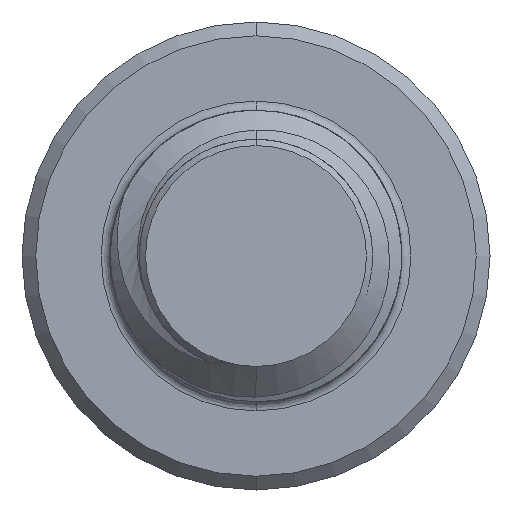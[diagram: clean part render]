
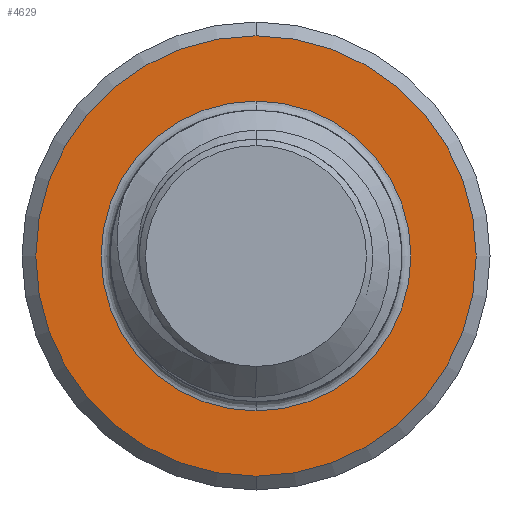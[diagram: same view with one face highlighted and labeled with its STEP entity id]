
A CAD part, front view. The second image highlights one B-rep face of the part: STEP entity #4629.
In plain terms, the highlighted planar face has unit normal (0, -1, 0).
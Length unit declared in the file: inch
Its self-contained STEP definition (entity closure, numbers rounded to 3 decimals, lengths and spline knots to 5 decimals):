
#354 = DIRECTION ( 'NONE',  ( 0., 1., 0. ) ) ;
#703 = DIRECTION ( 'NONE',  ( 0., -1., 0. ) ) ;
#779 = ORIENTED_EDGE ( 'NONE', *, *, #12186, .T. ) ;
#1862 = DIRECTION ( 'NONE',  ( 0., -1., 0. ) ) ;
#2072 = CIRCLE ( 'NONE', #4007, 0.1435 ) ;
#2078 = CARTESIAN_POINT ( 'NONE',  ( 0., 0., 0. ) ) ;
#2083 = AXIS2_PLACEMENT_3D ( 'NONE', #2078, #1862, #6440 ) ;
#2631 = ORIENTED_EDGE ( 'NONE', *, *, #6804, .T. ) ;
#2685 = CARTESIAN_POINT ( 'NONE',  ( 0., 0., 0. ) ) ;
#3744 = CARTESIAN_POINT ( 'NONE',  ( 0., 0., 0. ) ) ;
#3964 = DIRECTION ( 'NONE',  ( 0., 0., 1. ) ) ;
#4007 = AXIS2_PLACEMENT_3D ( 'NONE', #5416, #703, #9876 ) ;
#4039 = FACE_BOUND ( 'NONE', #9033, .T. ) ;
#4629 = ADVANCED_FACE ( 'NONE', ( #4039, #8570 ), #11696, .F. ) ;
#4935 = DIRECTION ( 'NONE',  ( 0., 0., 1. ) ) ;
#4955 = CIRCLE ( 'NONE', #11360, 0.101 ) ;
#5026 = VERTEX_POINT ( 'NONE', #9646 ) ;
#5416 = CARTESIAN_POINT ( 'NONE',  ( 0., 0., 0. ) ) ;
#6190 = EDGE_CURVE ( 'NONE', #12652, #5026, #2072, .T. ) ;
#6429 = ORIENTED_EDGE ( 'NONE', *, *, #6190, .T. ) ;
#6440 = DIRECTION ( 'NONE',  ( 0., 0., 1. ) ) ;
#6637 = ORIENTED_EDGE ( 'NONE', *, *, #12628, .T. ) ;
#6804 = EDGE_CURVE ( 'NONE', #5026, #12652, #11843, .T. ) ;
#6985 = DIRECTION ( 'NONE',  ( 0., 0., 1. ) ) ;
#7695 = CARTESIAN_POINT ( 'NONE',  ( 0., 0., -0.101 ) ) ;
#7721 = VERTEX_POINT ( 'NONE', #7695 ) ;
#8570 = FACE_OUTER_BOUND ( 'NONE', #14110, .T. ) ;
#8732 = CARTESIAN_POINT ( 'NONE',  ( 0., 0., 0.101 ) ) ;
#9033 = EDGE_LOOP ( 'NONE', ( #6637, #779 ) ) ;
#9646 = CARTESIAN_POINT ( 'NONE',  ( 0., 0., -0.1435 ) ) ;
#9703 = AXIS2_PLACEMENT_3D ( 'NONE', #2685, #354, #4935 ) ;
#9876 = DIRECTION ( 'NONE',  ( 0., 0., 1. ) ) ;
#10539 = CARTESIAN_POINT ( 'NONE',  ( 0., 0., 0. ) ) ;
#11246 = VERTEX_POINT ( 'NONE', #8732 ) ;
#11360 = AXIS2_PLACEMENT_3D ( 'NONE', #10539, #12776, #6985 ) ;
#11696 = PLANE ( 'NONE',  #9703 ) ;
#11774 = DIRECTION ( 'NONE',  ( 0., 1., 0. ) ) ;
#11834 = AXIS2_PLACEMENT_3D ( 'NONE', #3744, #11774, #3964 ) ;
#11843 = CIRCLE ( 'NONE', #2083, 0.1435 ) ;
#12186 = EDGE_CURVE ( 'NONE', #7721, #11246, #4955, .T. ) ;
#12508 = CARTESIAN_POINT ( 'NONE',  ( 0., 0., 0.1435 ) ) ;
#12628 = EDGE_CURVE ( 'NONE', #11246, #7721, #14458, .T. ) ;
#12652 = VERTEX_POINT ( 'NONE', #12508 ) ;
#12776 = DIRECTION ( 'NONE',  ( 0., 1., 0. ) ) ;
#14110 = EDGE_LOOP ( 'NONE', ( #6429, #2631 ) ) ;
#14458 = CIRCLE ( 'NONE', #11834, 0.101 ) ;
